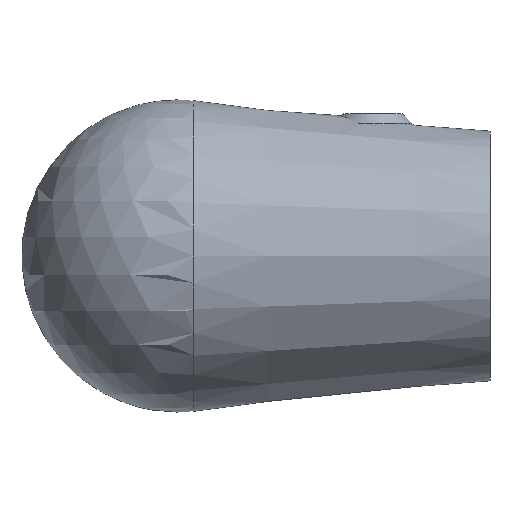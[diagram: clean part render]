
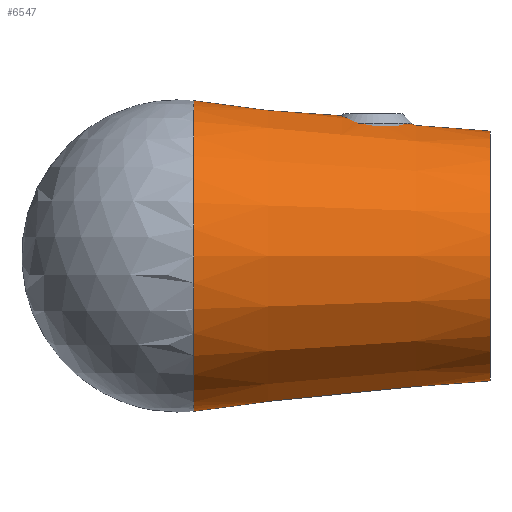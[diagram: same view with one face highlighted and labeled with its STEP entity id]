
A CAD part, left-side view. The second image highlights one B-rep face of the part: STEP entity #6547.
In plain terms, the highlighted conical face has half-angle 5.86 degrees and reference radius 8 mm.
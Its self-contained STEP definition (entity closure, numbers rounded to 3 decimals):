
#15 = CARTESIAN_POINT ( 'NONE',  ( 1.274, 5.825, 8.504 ) ) ;
#51 = CARTESIAN_POINT ( 'NONE',  ( 0.565, 9.527, 8.961 ) ) ;
#89 = CARTESIAN_POINT ( 'NONE',  ( -1.654, 8.8, 8.748 ) ) ;
#125 = CARTESIAN_POINT ( 'NONE',  ( -1.503, 6.034, 8.487 ) ) ;
#160 = CARTESIAN_POINT ( 'NONE',  ( -1.687, 6.242, 8.475 ) ) ;
#378 = ORIENTED_EDGE ( 'NONE', *, *, #1399, .F. ) ;
#833 = CARTESIAN_POINT ( 'NONE',  ( -1.601, 6.133, 8.48 ) ) ;
#876 = CARTESIAN_POINT ( 'NONE',  ( 1.666, 6.214, 8.476 ) ) ;
#917 = FACE_BOUND ( 'NONE', #1377, .T. ) ;
#950 = CARTESIAN_POINT ( 'NONE',  ( 0.537, 5.451, 8.546 ) ) ;
#968 = CIRCLE ( 'NONE', #6845, 9.948 ) ;
#1268 = ORIENTED_EDGE ( 'NONE', *, *, #2107, .F. ) ;
#1340 = EDGE_LOOP ( 'NONE', ( #11050 ) ) ;
#1377 = EDGE_LOOP ( 'NONE', ( #1268 ) ) ;
#1399 = EDGE_CURVE ( 'NONE', #8375, #8375, #6862, .T. ) ;
#1719 = CARTESIAN_POINT ( 'NONE',  ( 1.59, 8.878, 8.769 ) ) ;
#1756 = CARTESIAN_POINT ( 'NONE',  ( 1.677, 8.772, 8.741 ) ) ;
#1827 = CARTESIAN_POINT ( 'NONE',  ( 2.087, 7.774, 8.547 ) ) ;
#1859 = CARTESIAN_POINT ( 'NONE',  ( 1.305, 9.167, 8.847 ) ) ;
#2083 = VERTEX_POINT ( 'NONE', #4784 ) ;
#2107 = EDGE_CURVE ( 'NONE', #10374, #10374, #8492, .T. ) ;
#2535 = EDGE_CURVE ( 'NONE', #2083, #2083, #968, .T. ) ;
#2581 = CARTESIAN_POINT ( 'NONE',  ( 2.034, 8.041, 8.588 ) ) ;
#2621 = CARTESIAN_POINT ( 'NONE',  ( -1.3, 5.845, 8.502 ) ) ;
#2652 = CARTESIAN_POINT ( 'NONE',  ( 1.576, 6.105, 8.482 ) ) ;
#2685 = CARTESIAN_POINT ( 'NONE',  ( -0.258, 9.589, 8.981 ) ) ;
#2717 = CARTESIAN_POINT ( 'NONE',  ( -2.097, 7.672, 8.533 ) ) ;
#2957 = AXIS2_PLACEMENT_3D ( 'NONE', #10203, #5061, #11023 ) ;
#3437 = CARTESIAN_POINT ( 'NONE',  ( -1.073, 5.69, 8.517 ) ) ;
#3472 = CARTESIAN_POINT ( 'NONE',  ( -0.565, 5.473, 8.544 ) ) ;
#3502 = CARTESIAN_POINT ( 'NONE',  ( -0.529, 9.537, 8.964 ) ) ;
#3542 = CARTESIAN_POINT ( 'NONE',  ( -2.023, 8.078, 8.594 ) ) ;
#3581 = CARTESIAN_POINT ( 'NONE',  ( -2.054, 6.983, 8.472 ) ) ;
#3869 = DIRECTION ( 'NONE',  ( 1., 0., 0. ) ) ;
#4312 = CARTESIAN_POINT ( 'NONE',  ( 1.075, 9.325, 8.896 ) ) ;
#4349 = CARTESIAN_POINT ( 'NONE',  ( 2.1, 7.638, 8.529 ) ) ;
#4383 = CARTESIAN_POINT ( 'NONE',  ( -1.276, 9.19, 8.854 ) ) ;
#4416 = CARTESIAN_POINT ( 'NONE',  ( -0.155, 5.401, 8.554 ) ) ;
#4450 = CARTESIAN_POINT ( 'NONE',  ( -1.902, 6.599, 8.466 ) ) ;
#4771 = CARTESIAN_POINT ( 'NONE',  ( 0., 18.979, 0. ) ) ;
#4784 = CARTESIAN_POINT ( 'NONE',  ( 9.948, 18.979, 0. ) ) ;
#5061 = DIRECTION ( 'NONE',  ( 0., -1., 0. ) ) ;
#5203 = CARTESIAN_POINT ( 'NONE',  ( 1.993, 8.174, 8.611 ) ) ;
#5242 = CARTESIAN_POINT ( 'NONE',  ( -0.118, 9.601, 8.986 ) ) ;
#5280 = CARTESIAN_POINT ( 'NONE',  ( 2.086, 7.223, 8.489 ) ) ;
#5316 = CARTESIAN_POINT ( 'NONE',  ( 1.89, 8.426, 8.661 ) ) ;
#5391 = CARTESIAN_POINT ( 'NONE',  ( -1.503, 6.034, 8.487 ) ) ;
#5674 = EDGE_LOOP ( 'NONE', ( #378 ) ) ;
#5999 = DIRECTION ( 'NONE',  ( -1., 0., 0. ) ) ;
#6019 = CARTESIAN_POINT ( 'NONE',  ( -0.295, 5.416, 8.552 ) ) ;
#6057 = CARTESIAN_POINT ( 'NONE',  ( 0.259, 5.398, 8.554 ) ) ;
#6091 = CARTESIAN_POINT ( 'NONE',  ( 0.919, 5.607, 8.527 ) ) ;
#6125 = CARTESIAN_POINT ( 'NONE',  ( 0.294, 9.584, 8.98 ) ) ;
#6547 = ADVANCED_FACE ( 'NONE', ( #7893, #10565, #917 ), #9636, .T. ) ;
#6845 = AXIS2_PLACEMENT_3D ( 'NONE', #4771, #10736, #3869 ) ;
#6862 = B_SPLINE_CURVE_WITH_KNOTS ( 'NONE', 3,
 ( #125, #6942, #2621, #3437, #10347, #10385, #3472, #6019, #4416, #6057, #950, #6091, #9464, #15, #10310, #2652, #876, #6975, #6900, #6865, #7817, #5280, #7781, #4349, #1827, #2581, #5203, #5316, #9500, #1756, #1719, #1859, #4312, #8639, #51, #6125, #8567, #5242, #2685, #3502, #9569, #8607, #4383, #7710, #89, #7854, #7007, #8672, #3542, #9430, #2717, #8709, #3581, #4450, #10426, #160, #833, #5391 ),
 .UNSPECIFIED., .T., .F.,
 ( 4, 2, 2, 2, 2, 2, 2, 2, 2, 2, 2, 2, 2, 2, 2, 2, 2, 2, 2, 2, 2, 2, 2, 2, 2, 2, 2, 2, 4 ),
 ( 0., 0., 0.001, 0.001, 0.002, 0.002, 0.003, 0.003, 0.004, 0.004, 0.005, 0.005, 0.005, 0.006, 0.006, 0.007, 0.007, 0.008, 0.008, 0.009, 0.009, 0.01, 0.01, 0.011, 0.011, 0.012, 0.012, 0.013, 0.013 ),
 .UNSPECIFIED. ) ;
#6865 = CARTESIAN_POINT ( 'NONE',  ( 1.992, 6.82, 8.469 ) ) ;
#6900 = CARTESIAN_POINT ( 'NONE',  ( 1.885, 6.564, 8.466 ) ) ;
#6942 = CARTESIAN_POINT ( 'NONE',  ( -1.406, 5.934, 8.494 ) ) ;
#6975 = CARTESIAN_POINT ( 'NONE',  ( 1.82, 6.443, 8.468 ) ) ;
#7007 = CARTESIAN_POINT ( 'NONE',  ( -1.875, 8.456, 8.668 ) ) ;
#7197 = CARTESIAN_POINT ( 'NONE',  ( -1.503, 6.034, 8.487 ) ) ;
#7710 = CARTESIAN_POINT ( 'NONE',  ( -1.568, 8.904, 8.775 ) ) ;
#7780 = AXIS2_PLACEMENT_3D ( 'NONE', #9548, #10290, #5999 ) ;
#7781 = CARTESIAN_POINT ( 'NONE',  ( 2.1, 7.361, 8.5 ) ) ;
#7817 = CARTESIAN_POINT ( 'NONE',  ( 2.032, 6.954, 8.473 ) ) ;
#7854 = CARTESIAN_POINT ( 'NONE',  ( -1.808, 8.577, 8.695 ) ) ;
#7893 = FACE_BOUND ( 'NONE', #5674, .T. ) ;
#8375 = VERTEX_POINT ( 'NONE', #7197 ) ;
#8492 = CIRCLE ( 'NONE', #2957, 8. ) ;
#8567 = CARTESIAN_POINT ( 'NONE',  ( 0.158, 9.599, 8.985 ) ) ;
#8607 = CARTESIAN_POINT ( 'NONE',  ( -1.045, 9.342, 8.901 ) ) ;
#8639 = CARTESIAN_POINT ( 'NONE',  ( 0.698, 9.485, 8.947 ) ) ;
#8672 = CARTESIAN_POINT ( 'NONE',  ( -1.982, 8.207, 8.617 ) ) ;
#8709 = CARTESIAN_POINT ( 'NONE',  ( -2.104, 7.262, 8.488 ) ) ;
#9430 = CARTESIAN_POINT ( 'NONE',  ( -2.081, 7.81, 8.552 ) ) ;
#9464 = CARTESIAN_POINT ( 'NONE',  ( 1.042, 5.672, 8.519 ) ) ;
#9500 = CARTESIAN_POINT ( 'NONE',  ( 1.827, 8.545, 8.687 ) ) ;
#9548 = CARTESIAN_POINT ( 'NONE',  ( 0., 0., 0. ) ) ;
#9569 = CARTESIAN_POINT ( 'NONE',  ( -0.661, 9.498, 8.951 ) ) ;
#9636 = CONICAL_SURFACE ( 'NONE', #7780, 8., 0.102 ) ;
#9748 = CARTESIAN_POINT ( 'NONE',  ( 8., 0., 0. ) ) ;
#10203 = CARTESIAN_POINT ( 'NONE',  ( 0., 0., 0. ) ) ;
#10290 = DIRECTION ( 'NONE',  ( 0., 1., 0. ) ) ;
#10310 = CARTESIAN_POINT ( 'NONE',  ( 1.38, 5.911, 8.496 ) ) ;
#10347 = CARTESIAN_POINT ( 'NONE',  ( -0.951, 5.622, 8.525 ) ) ;
#10374 = VERTEX_POINT ( 'NONE', #9748 ) ;
#10385 = CARTESIAN_POINT ( 'NONE',  ( -0.696, 5.514, 8.538 ) ) ;
#10426 = CARTESIAN_POINT ( 'NONE',  ( -1.838, 6.474, 8.468 ) ) ;
#10565 = FACE_OUTER_BOUND ( 'NONE', #1340, .T. ) ;
#10736 = DIRECTION ( 'NONE',  ( 0., -1., 0. ) ) ;
#11023 = DIRECTION ( 'NONE',  ( 1., 0., 0. ) ) ;
#11050 = ORIENTED_EDGE ( 'NONE', *, *, #2535, .T. ) ;
